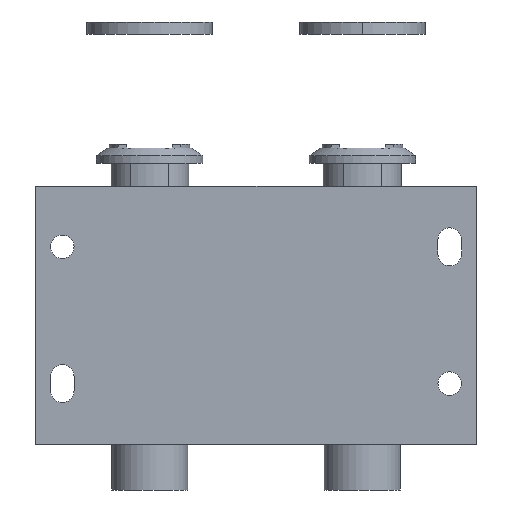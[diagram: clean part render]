
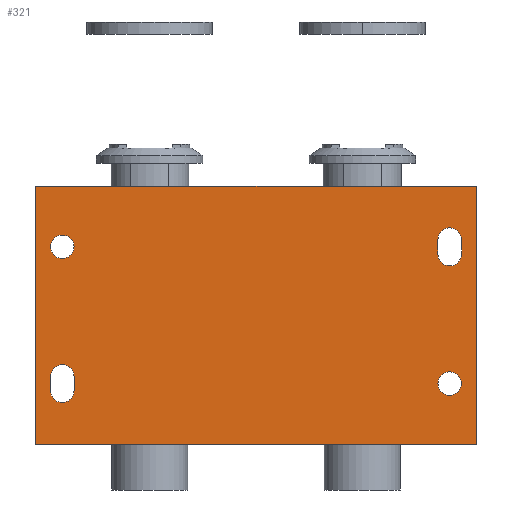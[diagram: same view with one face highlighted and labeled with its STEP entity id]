
A CAD part, front view. The second image highlights one B-rep face of the part: STEP entity #321.
In plain terms, the highlighted planar face has unit normal (0, -1, 0).
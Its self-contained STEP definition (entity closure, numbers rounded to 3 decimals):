
#321 = ADVANCED_FACE ( 'NONE', ( #774, #777, #780, #782, #784 ), #1497, .F. ) ;
#345 = EDGE_CURVE ( 'NONE', #2335, #2333, #2420, .T. ) ;
#346 = EDGE_CURVE ( 'NONE', #2330, #2332, #2421, .T. ) ;
#347 = EDGE_CURVE ( 'NONE', #2333, #2334, #1592, .T. ) ;
#348 = EDGE_CURVE ( 'NONE', #2336, #2335, #1595, .T. ) ;
#349 = EDGE_CURVE ( 'NONE', #2334, #2336, #2422, .T. ) ;
#364 = VECTOR ( 'NONE', #2073, 1000. ) ;
#365 = AXIS2_PLACEMENT_3D ( 'NONE', #2067, #2077, #2078 ) ;
#367 = AXIS2_PLACEMENT_3D ( 'NONE', #2079, #2080, #2081 ) ;
#368 = VECTOR ( 'NONE', #2085, 1000. ) ;
#369 = VECTOR ( 'NONE', #2088, 1000. ) ;
#370 = AXIS2_PLACEMENT_3D ( 'NONE', #2082, #2101, #2102 ) ;
#372 = VECTOR ( 'NONE', #2094, 1000. ) ;
#376 = VECTOR ( 'NONE', #2106, 1000. ) ;
#378 = VECTOR ( 'NONE', #2109, 1000. ) ;
#768 = EDGE_CURVE ( 'NONE', #1742, #1739, #2428, .T. ) ;
#774 = FACE_BOUND ( 'NONE', #3558, .T. ) ;
#777 = FACE_BOUND ( 'NONE', #3559, .T. ) ;
#778 = AXIS2_PLACEMENT_3D ( 'NONE', #1498, #1499, #1500 ) ;
#780 = FACE_BOUND ( 'NONE', #3560, .T. ) ;
#782 = FACE_BOUND ( 'NONE', #3561, .T. ) ;
#784 = FACE_OUTER_BOUND ( 'NONE', #3562, .T. ) ;
#966 = EDGE_CURVE ( 'NONE', #2326, #2325, #2071, .T. ) ;
#968 = EDGE_CURVE ( 'NONE', #1739, #1742, #2436, .T. ) ;
#969 = EDGE_CURVE ( 'NONE', #1736, #1746, #2435, .T. ) ;
#970 = EDGE_CURVE ( 'NONE', #2307, #2325, #2083, .T. ) ;
#971 = EDGE_CURVE ( 'NONE', #2327, #2307, #2086, .T. ) ;
#973 = EDGE_CURVE ( 'NONE', #2327, #2326, #2092, .T. ) ;
#976 = EDGE_CURVE ( 'NONE', #2331, #2329, #2434, .T. ) ;
#977 = EDGE_CURVE ( 'NONE', #2329, #2330, #2104, .T. ) ;
#978 = EDGE_CURVE ( 'NONE', #2332, #2331, #2107, .T. ) ;
#1382 = CARTESIAN_POINT ( 'NONE',  ( -25.5, -10., 9. ) ) ;
#1383 = DIRECTION ( 'NONE',  ( 0., -1., 0. ) ) ;
#1384 = DIRECTION ( 'NONE',  ( 0., 0., 1. ) ) ;
#1497 = PLANE ( 'NONE',  #778 ) ;
#1498 = CARTESIAN_POINT ( 'NONE',  ( -29., -10., 17. ) ) ;
#1499 = DIRECTION ( 'NONE',  ( 0., 1., 0. ) ) ;
#1500 = DIRECTION ( 'NONE',  ( 0., 0., 1. ) ) ;
#1585 = CARTESIAN_POINT ( 'NONE',  ( -25.5, -10., -8.05 ) ) ;
#1586 = DIRECTION ( 'NONE',  ( 0., -1., 0. ) ) ;
#1587 = DIRECTION ( 'NONE',  ( 0., 0., 1. ) ) ;
#1588 = CARTESIAN_POINT ( 'NONE',  ( 25.5, -10., 9.95 ) ) ;
#1589 = DIRECTION ( 'NONE',  ( 0., -1., 0. ) ) ;
#1590 = DIRECTION ( 'NONE',  ( 0., 0., 1. ) ) ;
#1591 = CARTESIAN_POINT ( 'NONE',  ( -25.5, -10., -9.95 ) ) ;
#1592 = LINE ( 'NONE', #1593, #2643 ) ;
#1593 = CARTESIAN_POINT ( 'NONE',  ( -27.05, -10., -8.05 ) ) ;
#1594 = DIRECTION ( 'NONE',  ( 0., 0., -1. ) ) ;
#1595 = LINE ( 'NONE', #1596, #2645 ) ;
#1596 = CARTESIAN_POINT ( 'NONE',  ( -23.95, -10., -8.05 ) ) ;
#1597 = DIRECTION ( 'NONE',  ( 0., 0., 1. ) ) ;
#1598 = DIRECTION ( 'NONE',  ( 0., -1., 0. ) ) ;
#1599 = DIRECTION ( 'NONE',  ( 0., 0., 1. ) ) ;
#1736 = VERTEX_POINT ( 'NONE', #2921 ) ;
#1739 = VERTEX_POINT ( 'NONE', #2923 ) ;
#1742 = VERTEX_POINT ( 'NONE', #2926 ) ;
#1746 = VERTEX_POINT ( 'NONE', #2930 ) ;
#1992 = CARTESIAN_POINT ( 'NONE',  ( 25.5, -10., -9. ) ) ;
#1999 = DIRECTION ( 'NONE',  ( 0., -1., 0. ) ) ;
#2000 = DIRECTION ( 'NONE',  ( 0., 0., 1. ) ) ;
#2067 = CARTESIAN_POINT ( 'NONE',  ( 25.5, -10., -9. ) ) ;
#2071 = LINE ( 'NONE', #2072, #364 ) ;
#2072 = CARTESIAN_POINT ( 'NONE',  ( -29., -10., -17. ) ) ;
#2073 = DIRECTION ( 'NONE',  ( 1., 0., 0. ) ) ;
#2077 = DIRECTION ( 'NONE',  ( 0., -1., 0. ) ) ;
#2078 = DIRECTION ( 'NONE',  ( 0., 0., 1. ) ) ;
#2079 = CARTESIAN_POINT ( 'NONE',  ( -25.5, -10., 9. ) ) ;
#2080 = DIRECTION ( 'NONE',  ( 0., -1., 0. ) ) ;
#2081 = DIRECTION ( 'NONE',  ( 0., 0., 1. ) ) ;
#2082 = CARTESIAN_POINT ( 'NONE',  ( 25.5, -10., 8.05 ) ) ;
#2083 = LINE ( 'NONE', #2084, #368 ) ;
#2084 = CARTESIAN_POINT ( 'NONE',  ( 29., -10., 17. ) ) ;
#2085 = DIRECTION ( 'NONE',  ( 0., 0., -1. ) ) ;
#2086 = LINE ( 'NONE', #2087, #369 ) ;
#2087 = CARTESIAN_POINT ( 'NONE',  ( -29., -10., 17. ) ) ;
#2088 = DIRECTION ( 'NONE',  ( 1., 0., 0. ) ) ;
#2092 = LINE ( 'NONE', #2093, #372 ) ;
#2093 = CARTESIAN_POINT ( 'NONE',  ( -29., -10., 17. ) ) ;
#2094 = DIRECTION ( 'NONE',  ( 0., 0., -1. ) ) ;
#2101 = DIRECTION ( 'NONE',  ( 0., -1., 0. ) ) ;
#2102 = DIRECTION ( 'NONE',  ( 0., 0., 1. ) ) ;
#2104 = LINE ( 'NONE', #2105, #376 ) ;
#2105 = CARTESIAN_POINT ( 'NONE',  ( 27.05, -10., 8.05 ) ) ;
#2106 = DIRECTION ( 'NONE',  ( 0., 0., 1. ) ) ;
#2107 = LINE ( 'NONE', #2108, #378 ) ;
#2108 = CARTESIAN_POINT ( 'NONE',  ( 23.95, -10., 8.05 ) ) ;
#2109 = DIRECTION ( 'NONE',  ( 0., 0., -1. ) ) ;
#2143 = CIRCLE ( 'NONE', #2685, 1.55 ) ;
#2307 = VERTEX_POINT ( 'NONE', #2971 ) ;
#2325 = VERTEX_POINT ( 'NONE', #2989 ) ;
#2326 = VERTEX_POINT ( 'NONE', #2990 ) ;
#2327 = VERTEX_POINT ( 'NONE', #2991 ) ;
#2329 = VERTEX_POINT ( 'NONE', #2993 ) ;
#2330 = VERTEX_POINT ( 'NONE', #2994 ) ;
#2331 = VERTEX_POINT ( 'NONE', #2995 ) ;
#2332 = VERTEX_POINT ( 'NONE', #2996 ) ;
#2333 = VERTEX_POINT ( 'NONE', #2997 ) ;
#2334 = VERTEX_POINT ( 'NONE', #2998 ) ;
#2335 = VERTEX_POINT ( 'NONE', #2999 ) ;
#2336 = VERTEX_POINT ( 'NONE', #3000 ) ;
#2337 = ORIENTED_EDGE ( 'NONE', *, *, #347, .F. ) ;
#2338 = ORIENTED_EDGE ( 'NONE', *, *, #348, .F. ) ;
#2339 = ORIENTED_EDGE ( 'NONE', *, *, #345, .F. ) ;
#2340 = ORIENTED_EDGE ( 'NONE', *, *, #349, .F. ) ;
#2341 = ORIENTED_EDGE ( 'NONE', *, *, #971, .F. ) ;
#2342 = ORIENTED_EDGE ( 'NONE', *, *, #968, .F. ) ;
#2343 = ORIENTED_EDGE ( 'NONE', *, *, #768, .F. ) ;
#2344 = ORIENTED_EDGE ( 'NONE', *, *, #969, .F. ) ;
#2345 = ORIENTED_EDGE ( 'NONE', *, *, #3668, .F. ) ;
#2346 = ORIENTED_EDGE ( 'NONE', *, *, #970, .F. ) ;
#2347 = ORIENTED_EDGE ( 'NONE', *, *, #966, .T. ) ;
#2348 = ORIENTED_EDGE ( 'NONE', *, *, #973, .T. ) ;
#2354 = ORIENTED_EDGE ( 'NONE', *, *, #977, .F. ) ;
#2355 = ORIENTED_EDGE ( 'NONE', *, *, #978, .F. ) ;
#2356 = ORIENTED_EDGE ( 'NONE', *, *, #976, .F. ) ;
#2357 = ORIENTED_EDGE ( 'NONE', *, *, #346, .F. ) ;
#2420 = CIRCLE ( 'NONE', #2641, 1.55 ) ;
#2421 = CIRCLE ( 'NONE', #2642, 1.55 ) ;
#2422 = CIRCLE ( 'NONE', #2644, 1.55 ) ;
#2428 = CIRCLE ( 'NONE', #2657, 1.55 ) ;
#2434 = CIRCLE ( 'NONE', #370, 1.55 ) ;
#2435 = CIRCLE ( 'NONE', #367, 1.55 ) ;
#2436 = CIRCLE ( 'NONE', #365, 1.55 ) ;
#2641 = AXIS2_PLACEMENT_3D ( 'NONE', #1585, #1586, #1587 ) ;
#2642 = AXIS2_PLACEMENT_3D ( 'NONE', #1588, #1589, #1590 ) ;
#2643 = VECTOR ( 'NONE', #1594, 1000. ) ;
#2644 = AXIS2_PLACEMENT_3D ( 'NONE', #1591, #1598, #1599 ) ;
#2645 = VECTOR ( 'NONE', #1597, 1000. ) ;
#2657 = AXIS2_PLACEMENT_3D ( 'NONE', #1992, #1999, #2000 ) ;
#2685 = AXIS2_PLACEMENT_3D ( 'NONE', #1382, #1383, #1384 ) ;
#2921 = CARTESIAN_POINT ( 'NONE',  ( -23.95, -10., 9. ) ) ;
#2923 = CARTESIAN_POINT ( 'NONE',  ( 27.05, -10., -9. ) ) ;
#2926 = CARTESIAN_POINT ( 'NONE',  ( 23.95, -10., -9. ) ) ;
#2930 = CARTESIAN_POINT ( 'NONE',  ( -27.05, -10., 9. ) ) ;
#2971 = CARTESIAN_POINT ( 'NONE',  ( 29., -10., 17. ) ) ;
#2989 = CARTESIAN_POINT ( 'NONE',  ( 29., -10., -17. ) ) ;
#2990 = CARTESIAN_POINT ( 'NONE',  ( -29., -10., -17. ) ) ;
#2991 = CARTESIAN_POINT ( 'NONE',  ( -29., -10., 17. ) ) ;
#2993 = CARTESIAN_POINT ( 'NONE',  ( 27.05, -10., 8.05 ) ) ;
#2994 = CARTESIAN_POINT ( 'NONE',  ( 27.05, -10., 9.95 ) ) ;
#2995 = CARTESIAN_POINT ( 'NONE',  ( 23.95, -10., 8.05 ) ) ;
#2996 = CARTESIAN_POINT ( 'NONE',  ( 23.95, -10., 9.95 ) ) ;
#2997 = CARTESIAN_POINT ( 'NONE',  ( -27.05, -10., -8.05 ) ) ;
#2998 = CARTESIAN_POINT ( 'NONE',  ( -27.05, -10., -9.95 ) ) ;
#2999 = CARTESIAN_POINT ( 'NONE',  ( -23.95, -10., -8.05 ) ) ;
#3000 = CARTESIAN_POINT ( 'NONE',  ( -23.95, -10., -9.95 ) ) ;
#3558 = EDGE_LOOP ( 'NONE', ( #2354, #2356, #2355, #2357 ) ) ;
#3559 = EDGE_LOOP ( 'NONE', ( #2337, #2339, #2338, #2340 ) ) ;
#3560 = EDGE_LOOP ( 'NONE', ( #2343, #2342 ) ) ;
#3561 = EDGE_LOOP ( 'NONE', ( #2345, #2344 ) ) ;
#3562 = EDGE_LOOP ( 'NONE', ( #2347, #2346, #2341, #2348 ) ) ;
#3668 = EDGE_CURVE ( 'NONE', #1746, #1736, #2143, .T. ) ;
